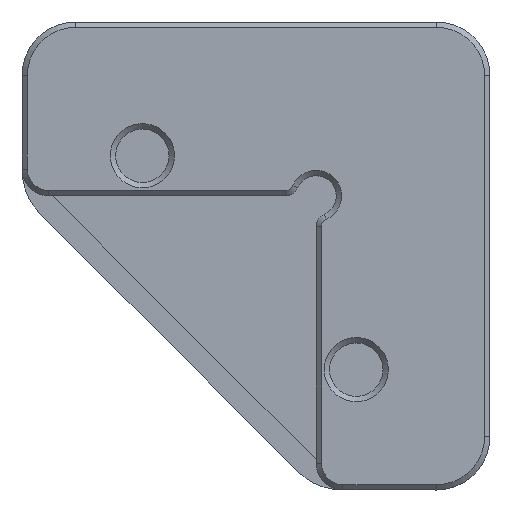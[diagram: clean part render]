
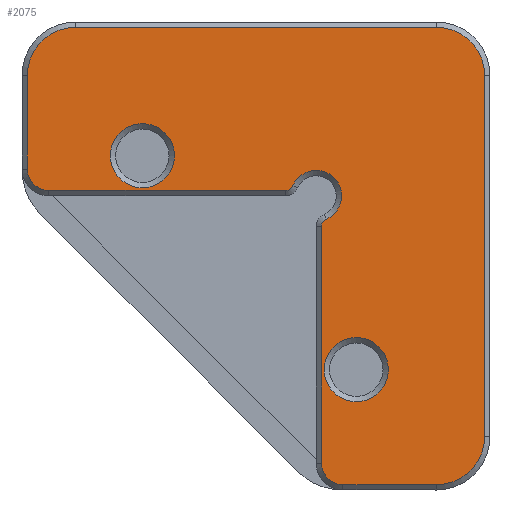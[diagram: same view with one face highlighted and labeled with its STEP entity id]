
A CAD part, left-side view. The second image highlights one B-rep face of the part: STEP entity #2075.
In plain terms, the highlighted face is planar.
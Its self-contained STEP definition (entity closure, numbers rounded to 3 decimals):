
#31=FACE_BOUND('',#303,.T.);
#32=FACE_BOUND('',#304,.T.);
#170=FACE_OUTER_BOUND('',#302,.T.);
#302=EDGE_LOOP('',(#1624,#1625,#1626,#1627,#1628,#1629,#1630,#1631,#1632,
#1633,#1634,#1635,#1636,#1637));
#303=EDGE_LOOP('',(#1638));
#304=EDGE_LOOP('',(#1639));
#458=LINE('',#3420,#630);
#459=LINE('',#3424,#631);
#460=LINE('',#3428,#632);
#461=LINE('',#3432,#633);
#462=LINE('',#3440,#634);
#463=LINE('',#3444,#635);
#630=VECTOR('',#2728,10.);
#631=VECTOR('',#2731,10.);
#632=VECTOR('',#2734,10.);
#633=VECTOR('',#2737,10.);
#634=VECTOR('',#2744,10.);
#635=VECTOR('',#2747,10.);
#776=CIRCLE('',#2269,2.4);
#778=CIRCLE('',#2272,3.6);
#779=CIRCLE('',#2273,3.6);
#780=CIRCLE('',#2274,1.6);
#781=CIRCLE('',#2275,0.6);
#782=CIRCLE('',#2276,1.9);
#783=CIRCLE('',#2277,0.6);
#784=CIRCLE('',#2278,1.6);
#785=CIRCLE('',#2279,3.6);
#786=CIRCLE('',#2280,2.4);
#938=VERTEX_POINT('',#3412);
#940=VERTEX_POINT('',#3418);
#941=VERTEX_POINT('',#3419);
#942=VERTEX_POINT('',#3421);
#943=VERTEX_POINT('',#3423);
#944=VERTEX_POINT('',#3425);
#945=VERTEX_POINT('',#3427);
#946=VERTEX_POINT('',#3429);
#947=VERTEX_POINT('',#3431);
#948=VERTEX_POINT('',#3433);
#949=VERTEX_POINT('',#3435);
#950=VERTEX_POINT('',#3437);
#951=VERTEX_POINT('',#3439);
#952=VERTEX_POINT('',#3441);
#953=VERTEX_POINT('',#3443);
#954=VERTEX_POINT('',#3446);
#1181=EDGE_CURVE('',#938,#938,#776,.T.);
#1184=EDGE_CURVE('',#940,#941,#458,.T.);
#1185=EDGE_CURVE('',#942,#940,#778,.T.);
#1186=EDGE_CURVE('',#943,#942,#459,.T.);
#1187=EDGE_CURVE('',#944,#943,#779,.T.);
#1188=EDGE_CURVE('',#945,#944,#460,.T.);
#1189=EDGE_CURVE('',#946,#945,#780,.T.);
#1190=EDGE_CURVE('',#947,#946,#461,.T.);
#1191=EDGE_CURVE('',#948,#947,#781,.T.);
#1192=EDGE_CURVE('',#949,#948,#782,.T.);
#1193=EDGE_CURVE('',#950,#949,#783,.T.);
#1194=EDGE_CURVE('',#951,#950,#462,.T.);
#1195=EDGE_CURVE('',#952,#951,#784,.T.);
#1196=EDGE_CURVE('',#953,#952,#463,.T.);
#1197=EDGE_CURVE('',#941,#953,#785,.T.);
#1198=EDGE_CURVE('',#954,#954,#786,.T.);
#1624=ORIENTED_EDGE('',*,*,#1184,.F.);
#1625=ORIENTED_EDGE('',*,*,#1185,.F.);
#1626=ORIENTED_EDGE('',*,*,#1186,.F.);
#1627=ORIENTED_EDGE('',*,*,#1187,.F.);
#1628=ORIENTED_EDGE('',*,*,#1188,.F.);
#1629=ORIENTED_EDGE('',*,*,#1189,.F.);
#1630=ORIENTED_EDGE('',*,*,#1190,.F.);
#1631=ORIENTED_EDGE('',*,*,#1191,.F.);
#1632=ORIENTED_EDGE('',*,*,#1192,.F.);
#1633=ORIENTED_EDGE('',*,*,#1193,.F.);
#1634=ORIENTED_EDGE('',*,*,#1194,.F.);
#1635=ORIENTED_EDGE('',*,*,#1195,.F.);
#1636=ORIENTED_EDGE('',*,*,#1196,.F.);
#1637=ORIENTED_EDGE('',*,*,#1197,.F.);
#1638=ORIENTED_EDGE('',*,*,#1198,.F.);
#1639=ORIENTED_EDGE('',*,*,#1181,.F.);
#1992=PLANE('',#2271);
#2075=ADVANCED_FACE('',(#170,#31,#32),#1992,.F.);
#2269=AXIS2_PLACEMENT_3D('',#3413,#2721,#2722);
#2271=AXIS2_PLACEMENT_3D('',#3417,#2726,#2727);
#2272=AXIS2_PLACEMENT_3D('',#3422,#2729,#2730);
#2273=AXIS2_PLACEMENT_3D('',#3426,#2732,#2733);
#2274=AXIS2_PLACEMENT_3D('',#3430,#2735,#2736);
#2275=AXIS2_PLACEMENT_3D('',#3434,#2738,#2739);
#2276=AXIS2_PLACEMENT_3D('',#3436,#2740,#2741);
#2277=AXIS2_PLACEMENT_3D('',#3438,#2742,#2743);
#2278=AXIS2_PLACEMENT_3D('',#3442,#2745,#2746);
#2279=AXIS2_PLACEMENT_3D('',#3445,#2748,#2749);
#2280=AXIS2_PLACEMENT_3D('',#3447,#2750,#2751);
#2721=DIRECTION('center_axis',(0.,1.,0.));
#2722=DIRECTION('ref_axis',(0.,0.,
-1.));
#2726=DIRECTION('center_axis',(0.,-1.,0.));
#2727=DIRECTION('ref_axis',(1.,0.,0.));
#2728=DIRECTION('',(-1.,0.,0.));
#2729=DIRECTION('center_axis',(0.,-1.,0.));
#2730=DIRECTION('ref_axis',(0.707,0.,0.707));
#2731=DIRECTION('',(0.,0.,1.));
#2732=DIRECTION('center_axis',(0.,-1.,0.));
#2733=DIRECTION('ref_axis',(0.707,0.,-0.707));
#2734=DIRECTION('',(1.,0.,0.));
#2735=DIRECTION('center_axis',(0.,-1.,0.));
#2736=DIRECTION('ref_axis',(-0.707,0.,-0.707));
#2737=DIRECTION('',(0.,0.,-1.));
#2738=DIRECTION('center_axis',(0.,-1.,0.));
#2739=DIRECTION('ref_axis',(-0.837,0.,0.548));
#2740=DIRECTION('center_axis',(0.,1.,0.));
#2741=DIRECTION('ref_axis',(0.,0.,
1.));
#2742=DIRECTION('center_axis',(0.,-1.,0.));
#2743=DIRECTION('ref_axis',(0.548,0.,-0.837));
#2744=DIRECTION('',(1.,0.,0.));
#2745=DIRECTION('center_axis',(0.,-1.,0.));
#2746=DIRECTION('ref_axis',(-0.707,0.,-0.707));
#2747=DIRECTION('',(0.,0.,-1.));
#2748=DIRECTION('center_axis',(0.,-1.,0.));
#2749=DIRECTION('ref_axis',(-0.707,0.,0.707));
#2750=DIRECTION('center_axis',(0.,1.,0.));
#2751=DIRECTION('ref_axis',(0.,0.,
-1.));
#3412=CARTESIAN_POINT('',(419.,-119.92,367.887));
#3413=CARTESIAN_POINT('Origin',(419.,-119.92,365.487));
#3417=CARTESIAN_POINT('Origin',(427.5,-119.92,357.987));
#3418=CARTESIAN_POINT('',(441.,-119.92,375.087));
#3419=CARTESIAN_POINT('',(414.,-119.92,375.087));
#3420=CARTESIAN_POINT('',(436.25,-119.92,375.087));
#3421=CARTESIAN_POINT('',(444.6,-119.92,371.487));
#3422=CARTESIAN_POINT('Origin',(441.,-119.92,371.487));
#3423=CARTESIAN_POINT('',(444.6,-119.92,344.487));
#3424=CARTESIAN_POINT('',(444.6,-119.92,349.237));
#3425=CARTESIAN_POINT('',(441.,-119.92,340.887));
#3426=CARTESIAN_POINT('Origin',(441.,-119.92,344.487));
#3427=CARTESIAN_POINT('',(434.,-119.92,340.887));
#3428=CARTESIAN_POINT('',(429.75,-119.92,340.887));
#3429=CARTESIAN_POINT('',(432.4,-119.92,342.487));
#3430=CARTESIAN_POINT('Origin',(434.,-119.92,342.487));
#3431=CARTESIAN_POINT('',(432.4,-119.92,360.196));
#3432=CARTESIAN_POINT('',(432.4,-119.92,360.237));
#3433=CARTESIAN_POINT('',(432.76,-119.92,360.745));
#3434=CARTESIAN_POINT('Origin',(433.,-119.92,360.196));
#3435=CARTESIAN_POINT('',(430.259,-119.92,363.247));
#3436=CARTESIAN_POINT('Origin',(432.,-119.92,362.487));
#3437=CARTESIAN_POINT('',(429.709,-119.92,362.887));
#3438=CARTESIAN_POINT('Origin',(429.709,-119.92,363.487));
#3439=CARTESIAN_POINT('',(412.,-119.92,362.887));
#3440=CARTESIAN_POINT('',(418.75,-119.92,362.887));
#3441=CARTESIAN_POINT('',(410.4,-119.92,364.487));
#3442=CARTESIAN_POINT('Origin',(412.,-119.92,364.487));
#3443=CARTESIAN_POINT('',(410.4,-119.92,371.487));
#3444=CARTESIAN_POINT('',(410.4,-119.92,366.737));
#3445=CARTESIAN_POINT('Origin',(414.,-119.92,371.487));
#3446=CARTESIAN_POINT('',(435.,-119.92,351.887));
#3447=CARTESIAN_POINT('Origin',(435.,-119.92,349.487));
